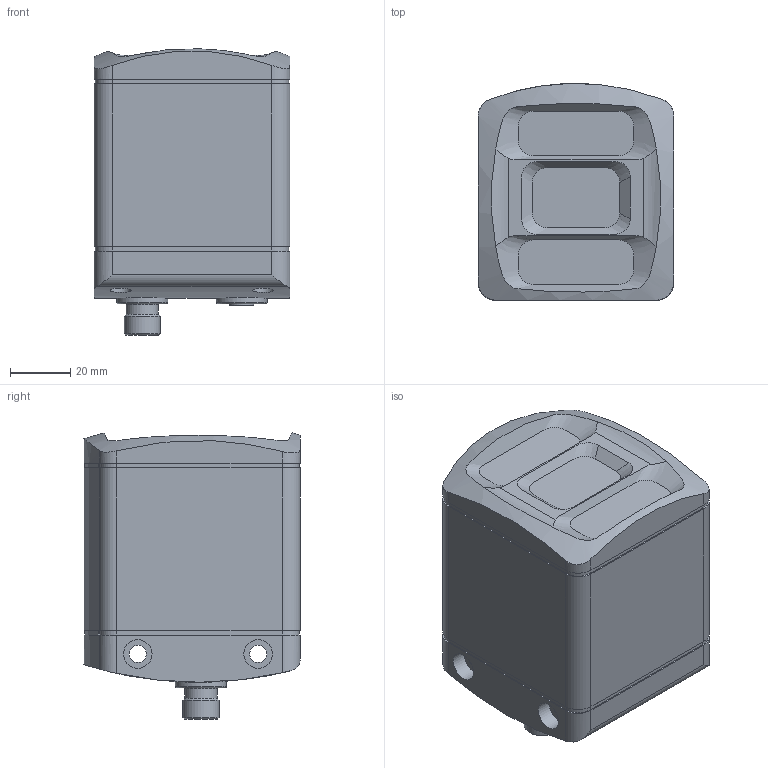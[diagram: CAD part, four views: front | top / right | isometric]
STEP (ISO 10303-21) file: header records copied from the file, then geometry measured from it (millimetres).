
FILE_DESCRIPTION( ( 'STEP AP203' ), ' ' );
FILE_NAME( 'O3D302.stp', '2018-07-10T09:56:17', ( '' ), ( '' ), ' ', 'PARTsolutions', ' ' );
FILE_SCHEMA( ( 'CONFIG_CONTROL_DESIGN' ) );
Length unit declared in the file: millimetre
Products named in the file (1): _O3D302
Bounding box: 65 x 71.98 x 95.17 mm (x, y, z)
Volume: 346423.6 mm3; surface area: 33781.1 mm2
Topology: 1 solids, 1 shells, 186 faces, 476 edges, 319 vertices
Faces by surface type: cylinder 104, plane 61, torus 8, cone 5, bspline 4, sphere 4
Full cylindrical faces by diameter (mm): 5.7 x2, 6 x4, 7 x4, 8 x1, 8.3 x1, 9.5 x4, 9.7 x1, 10 x1, 10.7 x1, 10.8 x1, 10.92 x1, 12 x1, 12.1 x1, 17 x2
Entity records: 7139 total; most frequent: CARTESIAN_POINT 2855, ORIENTED_EDGE 852, DIRECTION 836, EDGE_CURVE 426, AXIS2_PLACEMENT_3D 337, VERTEX_POINT 310, EDGE_LOOP 258, FACE_OUTER_BOUND 222
